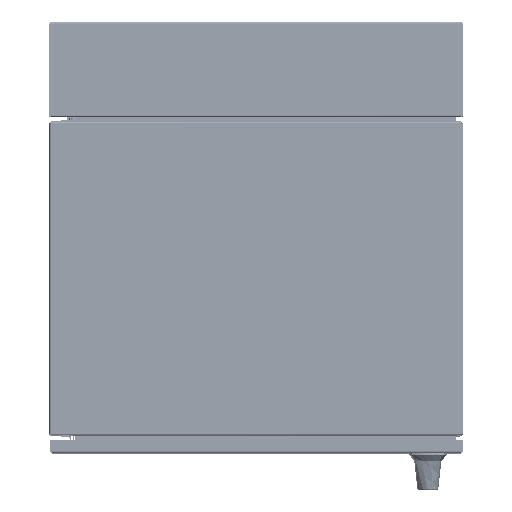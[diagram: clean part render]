
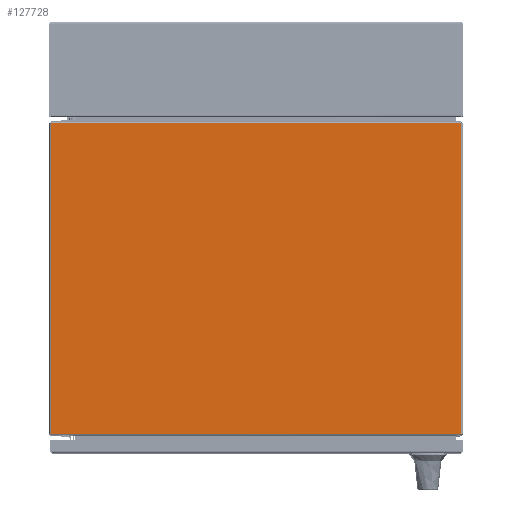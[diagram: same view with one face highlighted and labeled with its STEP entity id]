
A CAD part, top view. The second image highlights one B-rep face of the part: STEP entity #127728.
In plain terms, the highlighted planar face has unit normal (0, 0, 1).
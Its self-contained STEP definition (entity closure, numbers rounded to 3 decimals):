
#955 = LINE ( 'NONE', #32675, #135920 ) ;
#965 = VERTEX_POINT ( 'NONE', #27366 ) ;
#3467 = EDGE_CURVE ( 'NONE', #101102, #965, #96275, .T. ) ;
#10172 = DIRECTION ( 'NONE',  ( 1., 0., 0. ) ) ;
#15427 = VECTOR ( 'NONE', #23193, 39.37 ) ;
#23193 = DIRECTION ( 'NONE',  ( 0., 1., 0. ) ) ;
#25047 = DIRECTION ( 'NONE',  ( -1., 0., 0. ) ) ;
#27366 = CARTESIAN_POINT ( 'NONE',  ( 11.928, -23.899, 8. ) ) ;
#32675 = CARTESIAN_POINT ( 'NONE',  ( -12.001, -5.882, 8. ) ) ;
#39698 = AXIS2_PLACEMENT_3D ( 'NONE', #62615, #104690, #10172 ) ;
#42481 = DIRECTION ( 'NONE',  ( 1., 0., 0. ) ) ;
#49649 = VECTOR ( 'NONE', #95972, 39.37 ) ;
#51145 = VECTOR ( 'NONE', #42481, 39.37 ) ;
#51556 = FACE_OUTER_BOUND ( 'NONE', #65494, .T. ) ;
#53616 = PLANE ( 'NONE',  #39698 ) ;
#53907 = CARTESIAN_POINT ( 'NONE',  ( 11.928, -14.89, 8. ) ) ;
#54979 = CARTESIAN_POINT ( 'NONE',  ( -11.892, -5.882, 8. ) ) ;
#61699 = ORIENTED_EDGE ( 'NONE', *, *, #111230, .T. ) ;
#62615 = CARTESIAN_POINT ( 'NONE',  ( -12.001, -14.89, 8. ) ) ;
#63097 = CARTESIAN_POINT ( 'NONE',  ( -11.893, -23.899, 8. ) ) ;
#63104 = ORIENTED_EDGE ( 'NONE', *, *, #126863, .F. ) ;
#65494 = EDGE_LOOP ( 'NONE', ( #109552, #61699, #114476, #63104 ) ) ;
#73075 = CARTESIAN_POINT ( 'NONE',  ( 11.928, -5.882, 8. ) ) ;
#73894 = LINE ( 'NONE', #53907, #49649 ) ;
#76959 = LINE ( 'NONE', #98357, #15427 ) ;
#80159 = VERTEX_POINT ( 'NONE', #54979 ) ;
#95972 = DIRECTION ( 'NONE',  ( 0., 1., 0. ) ) ;
#96275 = LINE ( 'NONE', #117678, #51145 ) ;
#98357 = CARTESIAN_POINT ( 'NONE',  ( -11.893, -23.899, 8. ) ) ;
#101102 = VERTEX_POINT ( 'NONE', #63097 ) ;
#104690 = DIRECTION ( 'NONE',  ( 0., 0., 1. ) ) ;
#109552 = ORIENTED_EDGE ( 'NONE', *, *, #3467, .T. ) ;
#111230 = EDGE_CURVE ( 'NONE', #965, #114753, #73894, .T. ) ;
#113620 = EDGE_CURVE ( 'NONE', #114753, #80159, #955, .T. ) ;
#114476 = ORIENTED_EDGE ( 'NONE', *, *, #113620, .T. ) ;
#114753 = VERTEX_POINT ( 'NONE', #73075 ) ;
#117678 = CARTESIAN_POINT ( 'NONE',  ( -12.001, -23.899, 8. ) ) ;
#126863 = EDGE_CURVE ( 'NONE', #101102, #80159, #76959, .T. ) ;
#127728 = ADVANCED_FACE ( 'NONE', ( #51556 ), #53616, .T. ) ;
#135920 = VECTOR ( 'NONE', #25047, 39.37 ) ;
